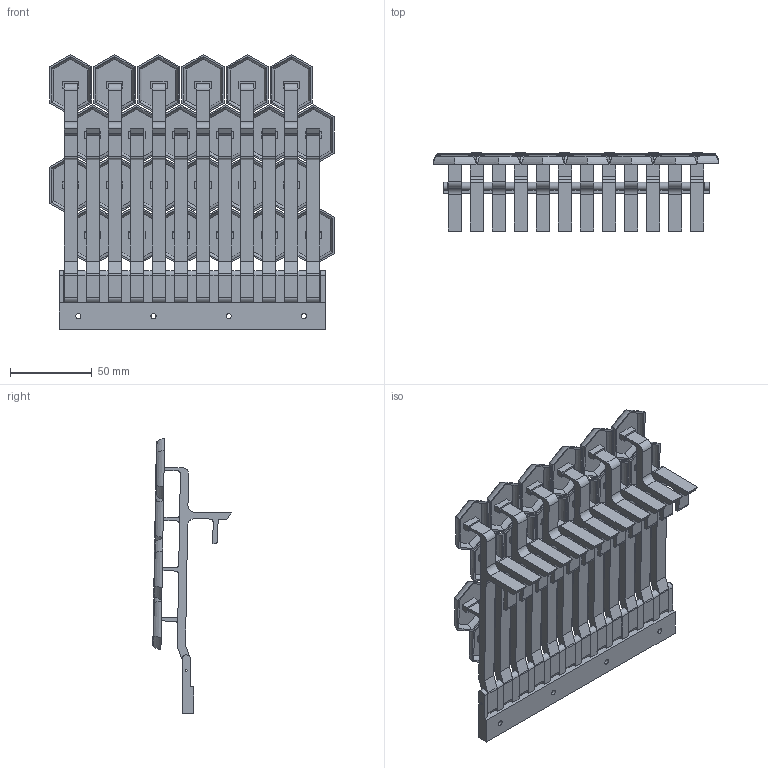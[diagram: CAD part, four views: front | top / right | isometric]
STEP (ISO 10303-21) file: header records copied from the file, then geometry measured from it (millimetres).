
FILE_DESCRIPTION(/* description */ (''),/* implementation_level */ '2;1');
FILE_NAME(/* name */ 'carbonXmod.step',/* time_stamp */ '2022-01-23T14:10:24+02:00',/* author */ (''),/* organization */ (''),/* preprocessor_version */ 'ST-DEVELOPER v18.1',/* originating_system */ 'Autodesk Translation Framework v10.13.0.1454',/* authorisation */ '');
FILE_SCHEMA (('AUTOMOTIVE_DESIGN { 1 0 10303 214 3 1 1 }'));
Length unit declared in the file: millimetre
Products named in the file (5): carbonXmod; brace; key_short; key_long; button
Assembly tree (37 placements, depth 2):
  carbonXmod
    button  x24
    brace
    key_short  x6
    key_long  x6
Bounding box: 174.3 x 47.93 x 168.18 mm (x, y, z)
Volume: 128488.5 mm3; surface area: 125197.2 mm2
Topology: 37 solids, 37 shells, 1358 faces, 3464 edges, 2252 vertices
Faces by surface type: plane 664, bspline 456, cylinder 210, torus 24, cone 4
Full cylindrical faces by diameter (mm): 1.4 x24, 1.5 x12, 3.2 x4
Entity records: 8309 total; most frequent: CARTESIAN_POINT 1902, ORIENTED_EDGE 1286, DIRECTION 1247, EDGE_CURVE 643, LINE 457, VECTOR 457, VERTEX_POINT 424, AXIS2_PLACEMENT_3D 395
